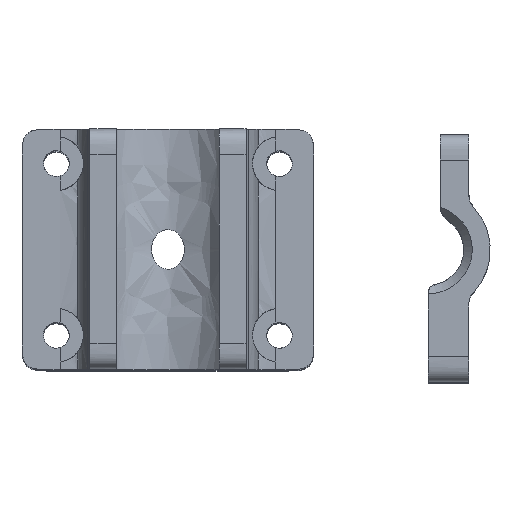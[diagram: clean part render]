
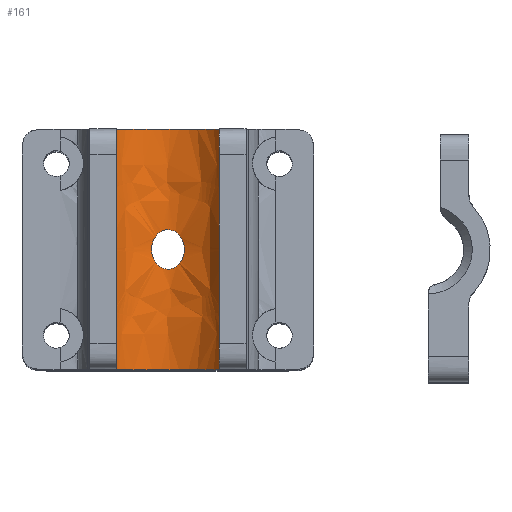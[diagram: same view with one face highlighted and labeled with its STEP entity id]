
A CAD part, top view. The second image highlights one B-rep face of the part: STEP entity #161.
In plain terms, the highlighted free-form (B-spline) face has degree [2, 1] with [5, 2] control points.
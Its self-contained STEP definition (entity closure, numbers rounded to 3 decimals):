
#66=FACE_BOUND('',#566,.T.);
#161=ADVANCED_FACE('',(#342,#66),#3012,.T.);
#342=FACE_OUTER_BOUND('',#565,.T.);
#565=EDGE_LOOP('',(#1163,#1164,#1165,#1166,#1167));
#566=EDGE_LOOP('',(#1168));
#1163=ORIENTED_EDGE('',*,*,#1904,.T.);
#1164=ORIENTED_EDGE('',*,*,#1865,.T.);
#1165=ORIENTED_EDGE('',*,*,#1957,.F.);
#1166=ORIENTED_EDGE('',*,*,#1905,.F.);
#1167=ORIENTED_EDGE('',*,*,#1903,.F.);
#1168=ORIENTED_EDGE('',*,*,#2009,.T.);
#1865=EDGE_CURVE('',#2805,#2806,#2462,.T.);
#1903=EDGE_CURVE('',#2831,#2832,#2261,.T.);
#1904=EDGE_CURVE('',#2831,#2805,#2262,.T.);
#1905=EDGE_CURVE('',#2832,#2875,#2263,.T.);
#1957=EDGE_CURVE('',#2875,#2806,#2274,.T.);
#2009=EDGE_CURVE('',#2895,#2895,#2550,.T.);
#2261=(
BOUNDED_CURVE()
B_SPLINE_CURVE(1,(#5599,#5600),.UNSPECIFIED.,.F.,.F.)
B_SPLINE_CURVE_WITH_KNOTS((2,2),(0.,31.591),.UNSPECIFIED.)
CURVE()
GEOMETRIC_REPRESENTATION_ITEM()
RATIONAL_B_SPLINE_CURVE((1.,1.))
REPRESENTATION_ITEM('')
);
#2262=(
BOUNDED_CURVE()
B_SPLINE_CURVE(2,(#5601,#5602,#5603,#5604,#5605),.UNSPECIFIED.,.F.,.F.)
B_SPLINE_CURVE_WITH_KNOTS((3,2,3),(90.244,102.379,114.514),
 .UNSPECIFIED.)
CURVE()
GEOMETRIC_REPRESENTATION_ITEM()
RATIONAL_B_SPLINE_CURVE((1.,0.707,1.,0.707,1.))
REPRESENTATION_ITEM('')
);
#2263=(
BOUNDED_CURVE()
B_SPLINE_CURVE(2,(#5606,#5607,#5608),.UNSPECIFIED.,.F.,.F.)
B_SPLINE_CURVE_WITH_KNOTS((3,3),(90.232,90.244),
 .UNSPECIFIED.)
CURVE()
GEOMETRIC_REPRESENTATION_ITEM()
RATIONAL_B_SPLINE_CURVE((1.,1.,1.))
REPRESENTATION_ITEM('')
);
#2274=(
BOUNDED_CURVE()
B_SPLINE_CURVE(2,(#6018,#6019,#6020,#6021,#6022),.UNSPECIFIED.,.F.,.F.)
B_SPLINE_CURVE_WITH_KNOTS((3,2,3),(90.244,102.379,114.514),
 .UNSPECIFIED.)
CURVE()
GEOMETRIC_REPRESENTATION_ITEM()
RATIONAL_B_SPLINE_CURVE((1.,0.707,1.,0.707,1.))
REPRESENTATION_ITEM('')
);
#2462=B_SPLINE_CURVE_WITH_KNOTS('',1,(#5430,#5431),.UNSPECIFIED.,.F.,.F.,
(2,2),(0.,31.591),.UNSPECIFIED.);
#2550=B_SPLINE_CURVE_WITH_KNOTS('',3,(#6284,#6285,#6286,#6287,#6288,#6289,
#6290,#6291,#6292,#6293,#6294,#6295,#6296,#6297,#6298,#6299,#6300,#6301,
#6302,#6303,#6304,#6305,#6306,#6307,#6308,#6309,#6310,#6311,#6312,#6313,
#6314,#6315,#6316,#6317,#6318,#6319,#6320,#6321,#6322,#6323,#6324,#6325,
#6326,#6327,#6328,#6329,#6330,#6331,#6332,#6333,#6334,#6335,#6336),
 .UNSPECIFIED.,.T.,.F.,(4,2,3,3,2,3,2,3,3,2,3,2,3,3,2,3,2,3,3,2,4),(0.,
0.783,1.562,1.773,2.558,3.343,
4.128,4.913,5.125,5.903,6.687,
7.47,8.248,8.462,9.247,10.032,
10.816,11.601,11.816,12.594,13.377),
 .UNSPECIFIED.);
#2805=VERTEX_POINT('',#5315);
#2806=VERTEX_POINT('',#5316);
#2831=VERTEX_POINT('',#5341);
#2832=VERTEX_POINT('',#5342);
#2875=VERTEX_POINT('',#5385);
#2895=VERTEX_POINT('',#5405);
#3012=(
BOUNDED_SURFACE()
B_SPLINE_SURFACE(2,1,((#5091,#5092),(#5093,#5094),(#5095,#5096),(#5097,
#5098),(#5099,#5100)),.UNSPECIFIED.,.F.,.F.,.F.)
B_SPLINE_SURFACE_WITH_KNOTS((3,2,3),(2,2),(90.244,102.379,
114.514),(0.,31.591),.UNSPECIFIED.)
GEOMETRIC_REPRESENTATION_ITEM()
RATIONAL_B_SPLINE_SURFACE(((1.,1.),(0.707,0.707),
(1.,1.),(0.707,0.707),(1.,1.)))
REPRESENTATION_ITEM('')
SURFACE()
);
#5091=CARTESIAN_POINT('',(-7.725,-14.,102.));
#5092=CARTESIAN_POINT('',(-7.719,14.,102.01));
#5093=CARTESIAN_POINT('',(-7.725,-14.,94.275));
#5094=CARTESIAN_POINT('',(-7.732,14.,94.264));
#5095=CARTESIAN_POINT('',(0.,-14.,94.275));
#5096=CARTESIAN_POINT('',(0.001,14.,94.275));
#5097=CARTESIAN_POINT('',(7.725,-14.,94.275));
#5098=CARTESIAN_POINT('',(7.725,14.,94.274));
#5099=CARTESIAN_POINT('',(7.725,-14.,102.));
#5100=CARTESIAN_POINT('',(7.725,14.,102.));
#5315=CARTESIAN_POINT('',(7.725,-14.,102.));
#5316=CARTESIAN_POINT('',(7.725,14.,102.));
#5341=CARTESIAN_POINT('',(-7.725,-14.,102.));
#5342=CARTESIAN_POINT('',(-7.725,14.,102.01));
#5385=CARTESIAN_POINT('',(-7.725,14.,102.));
#5405=CARTESIAN_POINT('',(0.,2.296,94.275));
#5430=CARTESIAN_POINT('',(7.725,-14.,102.));
#5431=CARTESIAN_POINT('',(7.725,14.,102.));
#5599=CARTESIAN_POINT('',(-7.725,-14.,102.));
#5600=CARTESIAN_POINT('',(-7.725,14.,102.01));
#5601=CARTESIAN_POINT('',(-7.725,-14.,102.));
#5602=CARTESIAN_POINT('',(-7.725,-14.,94.275));
#5603=CARTESIAN_POINT('',(0.,-14.,94.275));
#5604=CARTESIAN_POINT('',(7.725,-14.,94.275));
#5605=CARTESIAN_POINT('',(7.725,-14.,102.));
#5606=CARTESIAN_POINT('',(-7.725,14.,102.01));
#5607=CARTESIAN_POINT('',(-7.725,14.,102.005));
#5608=CARTESIAN_POINT('',(-7.725,14.,102.));
#6018=CARTESIAN_POINT('',(-7.725,14.,102.));
#6019=CARTESIAN_POINT('',(-7.725,14.,94.275));
#6020=CARTESIAN_POINT('',(0.,14.,94.275));
#6021=CARTESIAN_POINT('',(7.725,14.,94.275));
#6022=CARTESIAN_POINT('',(7.725,14.,102.));
#6284=CARTESIAN_POINT('',(0.,2.296,94.275));
#6285=CARTESIAN_POINT('',(0.261,2.297,94.275));
#6286=CARTESIAN_POINT('',(0.515,2.233,94.289));
#6287=CARTESIAN_POINT('',(0.977,2.,94.333));
#6288=CARTESIAN_POINT('',(1.178,1.835,94.363));
#6289=CARTESIAN_POINT('',(1.343,1.639,94.392));
#6290=CARTESIAN_POINT('',(1.388,1.586,94.4));
#6291=CARTESIAN_POINT('',(1.431,1.53,94.408));
#6292=CARTESIAN_POINT('',(1.471,1.472,94.416));
#6293=CARTESIAN_POINT('',(1.618,1.259,94.445));
#6294=CARTESIAN_POINT('',(1.728,1.02,94.47));
#6295=CARTESIAN_POINT('',(1.874,0.521,94.505));
#6296=CARTESIAN_POINT('',(1.91,0.26,94.515));
#6297=CARTESIAN_POINT('',(1.91,0.,94.515));
#6298=CARTESIAN_POINT('',(1.91,-0.26,94.515));
#6299=CARTESIAN_POINT('',(1.874,-0.521,94.505));
#6300=CARTESIAN_POINT('',(1.728,-1.02,94.47));
#6301=CARTESIAN_POINT('',(1.618,-1.259,94.445));
#6302=CARTESIAN_POINT('',(1.471,-1.472,94.416));
#6303=CARTESIAN_POINT('',(1.431,-1.53,94.408));
#6304=CARTESIAN_POINT('',(1.388,-1.586,94.4));
#6305=CARTESIAN_POINT('',(1.343,-1.639,94.392));
#6306=CARTESIAN_POINT('',(1.177,-1.836,94.363));
#6307=CARTESIAN_POINT('',(0.977,-2.,94.333));
#6308=CARTESIAN_POINT('',(0.515,-2.234,94.289));
#6309=CARTESIAN_POINT('',(0.261,-2.297,94.275));
#6310=CARTESIAN_POINT('',(0.,-2.297,94.275));
#6311=CARTESIAN_POINT('',(-0.261,-2.297,94.275));
#6312=CARTESIAN_POINT('',(-0.514,-2.234,94.288));
#6313=CARTESIAN_POINT('',(-0.976,-2.002,94.333));
#6314=CARTESIAN_POINT('',(-1.177,-1.837,94.363));
#6315=CARTESIAN_POINT('',(-1.343,-1.641,94.392));
#6316=CARTESIAN_POINT('',(-1.388,-1.587,94.4));
#6317=CARTESIAN_POINT('',(-1.431,-1.531,94.408));
#6318=CARTESIAN_POINT('',(-1.472,-1.472,94.416));
#6319=CARTESIAN_POINT('',(-1.619,-1.259,94.444));
#6320=CARTESIAN_POINT('',(-1.729,-1.02,94.47));
#6321=CARTESIAN_POINT('',(-1.875,-0.521,94.504));
#6322=CARTESIAN_POINT('',(-1.911,-0.26,94.514));
#6323=CARTESIAN_POINT('',(-1.911,0.,94.514));
#6324=CARTESIAN_POINT('',(-1.911,0.26,94.514));
#6325=CARTESIAN_POINT('',(-1.875,0.521,94.504));
#6326=CARTESIAN_POINT('',(-1.729,1.02,94.469));
#6327=CARTESIAN_POINT('',(-1.619,1.259,94.444));
#6328=CARTESIAN_POINT('',(-1.472,1.472,94.415));
#6329=CARTESIAN_POINT('',(-1.432,1.531,94.408));
#6330=CARTESIAN_POINT('',(-1.389,1.587,94.4));
#6331=CARTESIAN_POINT('',(-1.343,1.641,94.392));
#6332=CARTESIAN_POINT('',(-1.177,1.837,94.363));
#6333=CARTESIAN_POINT('',(-0.976,2.002,94.333));
#6334=CARTESIAN_POINT('',(-0.514,2.234,94.288));
#6335=CARTESIAN_POINT('',(-0.261,2.297,94.275));
#6336=CARTESIAN_POINT('',(0.,2.296,94.275));
